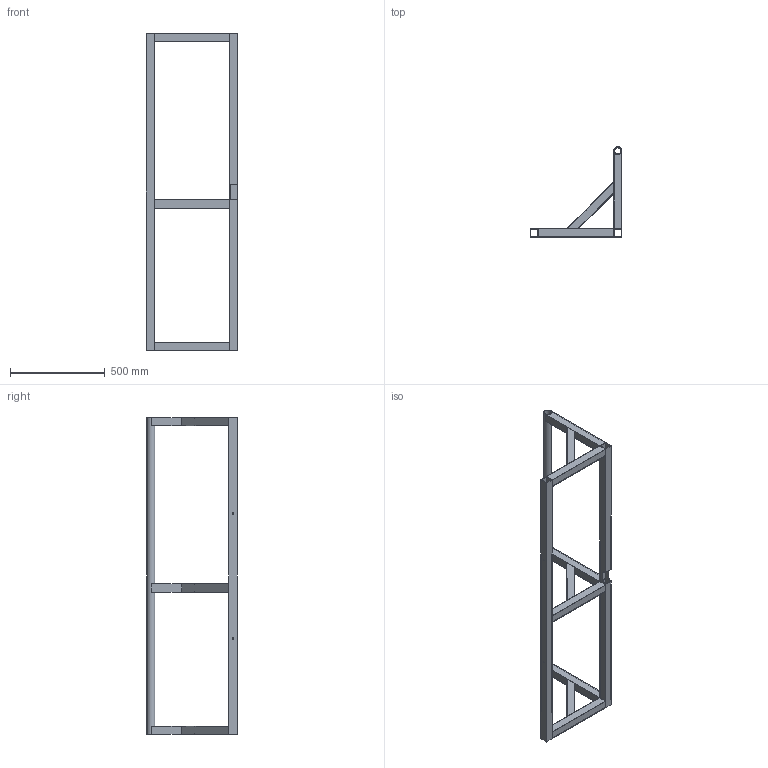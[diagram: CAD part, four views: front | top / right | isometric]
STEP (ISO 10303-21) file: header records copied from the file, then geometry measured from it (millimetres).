
FILE_DESCRIPTION(/* description */ (''),/* implementation_level */ '2;1');
FILE_NAME(/* name */ 'GE-18051.iam.stp',/* time_stamp */ '2018-01-01T11:22:46-08:00',/* author */ ('PhillipD'),/* organization */ (''),/* preprocessor_version */ 'ST-DEVELOPER v16.13',/* originating_system */ 'Autodesk Inventor 2018',/* authorisation */ '');
FILE_SCHEMA (('AUTOMOTIVE_DESIGN { 1 0 10303 214 3 1 1 }'));
Length unit declared in the file: inch
Products named in the file (7): GE-18051; GE-18051-01; GE-18051-05; GE-18051-02; GE-18051-03; GE-18051-04; GE-18051-06
Assembly tree (12 placements, depth 2):
  GE-18051
    GE-18051-01
    GE-18051-02  x3
    GE-18051-03  x3
    GE-18051-04  x3
    GE-18051-05
    GE-18051-06
Bounding box: 485.77 x 476.25 x 1676.4 mm (x, y, z)
Volume: 4192834.6 mm3; surface area: 2607895.6 mm2
Topology: 12 solids, 12 shells, 134 faces, 332 edges, 220 vertices
Faces by surface type: plane 121, cylinder 13
Full cylindrical faces by diameter (mm): 6.756 x4, 35.052 x1, 42.164 x1
Entity records: 2518 total; most frequent: CARTESIAN_POINT 375, DIRECTION 372, ORIENTED_EDGE 340, EDGE_CURVE 170, LINE 146, VECTOR 146, VERTEX_POINT 116, AXIS2_PLACEMENT_3D 113
